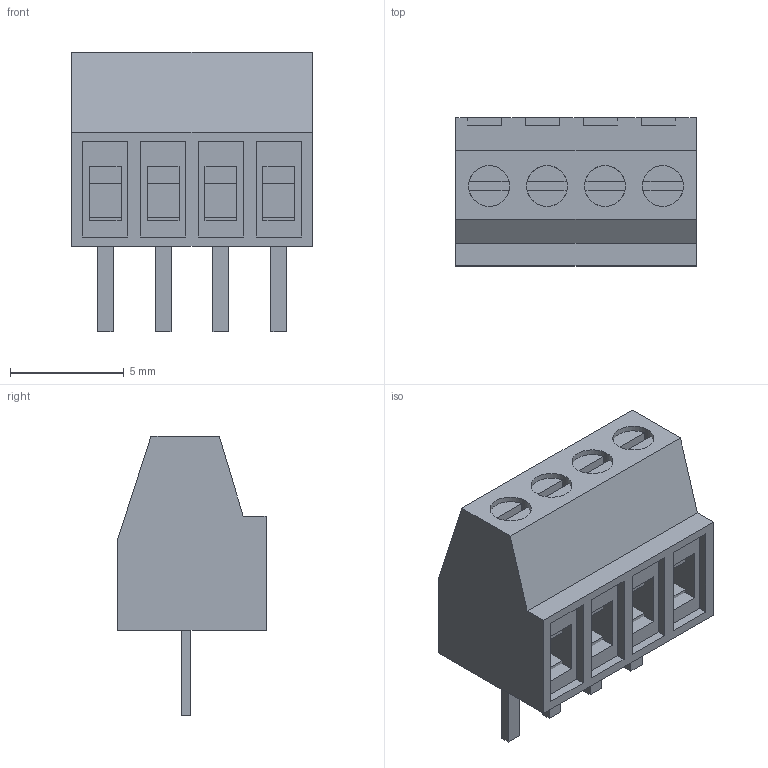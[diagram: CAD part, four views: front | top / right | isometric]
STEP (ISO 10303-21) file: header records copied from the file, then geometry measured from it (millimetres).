
FILE_DESCRIPTION(('FreeCAD Model'),'2;1');
FILE_NAME('Open CASCADE Shape Model','2022-01-08T16:26:26',('Author'),( ''),'Open CASCADE STEP processor 7.5','FreeCAD','Unknown');
FILE_SCHEMA(('AUTOMOTIVE_DESIGN { 1 0 10303 214 1 1 1 1 }'));
Length unit declared in the file: millimetre
Products named in the file (3): KF128_35_r2; PlasticBody; Housing
Assembly tree (2 placements, depth 2):
  KF128_35_r2
    PlasticBody
    Housing
Bounding box: 10.56 x 6.5 x 12.25 mm (x, y, z)
Volume: 623 mm3; surface area: 1033.4 mm2
Topology: 2 solids, 2 shells, 134 faces, 339 edges, 228 vertices
Faces by surface type: plane 126, cylinder 8
Full cylindrical faces by diameter (mm): 1.8 x8
Entity records: 8467 total; most frequent: CARTESIAN_POINT 1382, DIRECTION 1333, LINE 933, VECTOR 933, ORIENTED_EDGE 678, PCURVE 678, DEFINITIONAL_REPRESENTATION 678, EDGE_CURVE 339
